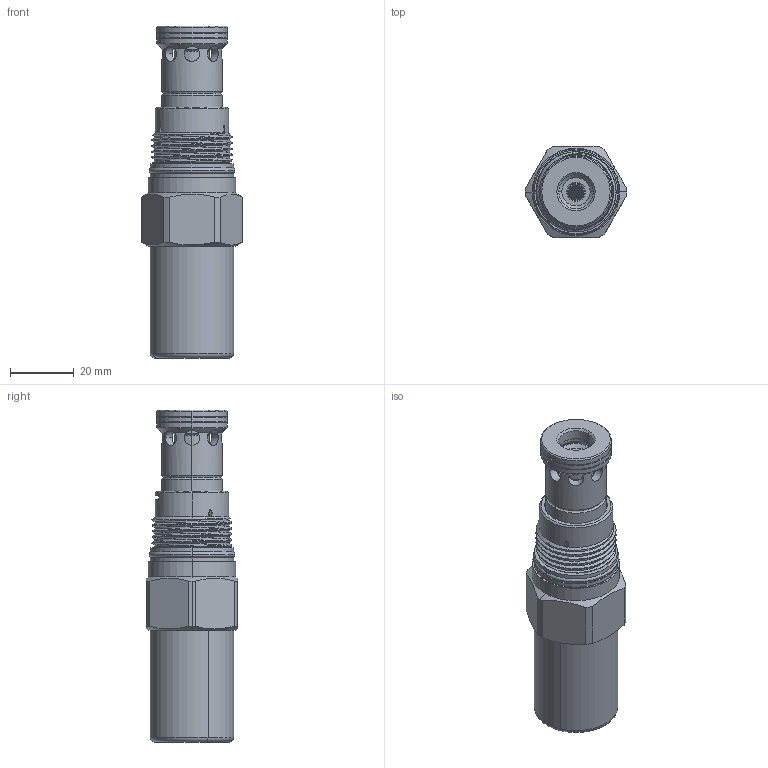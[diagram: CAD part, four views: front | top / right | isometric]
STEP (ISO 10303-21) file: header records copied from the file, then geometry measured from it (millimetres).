
FILE_DESCRIPTION (( 'STEP AP203' ), '1' );
FILE_NAME ('RP3A2G-C.STEP', '2020-03-24T01:37:56', ( '' ), ( '' ), 'SwSTEP 2.0', 'SolidWorks 2018', '' );
FILE_SCHEMA (( 'CONFIG_CONTROL_DESIGN' ));
Length unit declared in the file: millimetre
Products named in the file (1): RP3A2G-C
Bounding box: 31.8 x 28.59 x 104.01 mm (x, y, z)
Volume: 38972.6 mm3; surface area: 20918.8 mm2
Topology: 10 solids, 10 shells, 827 faces, 2273 edges, 1430 vertices
Faces by surface type: cylinder 584, cone 100, plane 74, torus 57, sphere 6, bspline 6
Entity records: 56319 total; most frequent: CARTESIAN_POINT 36286, ORIENTED_EDGE 4534, DIRECTION 3369, EDGE_CURVE 2267, VERTEX_POINT 1430, AXIS2_PLACEMENT_3D 1319, EDGE_LOOP 1227, B_SPLINE_CURVE_WITH_KNOTS 954
